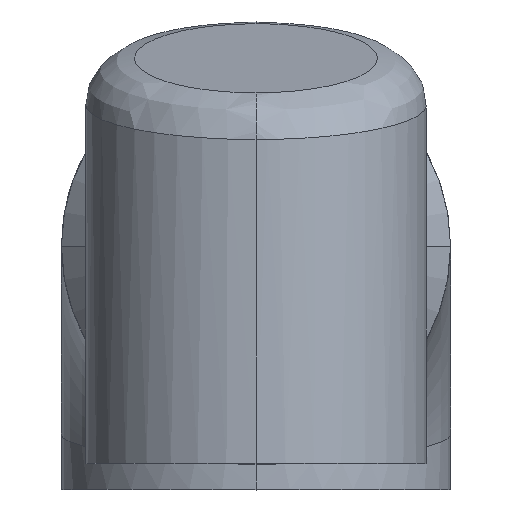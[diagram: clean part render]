
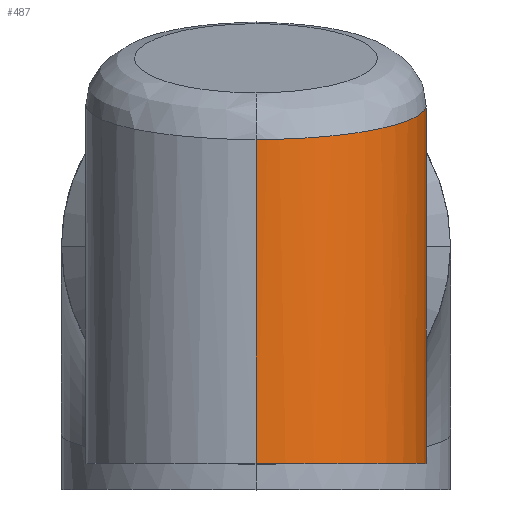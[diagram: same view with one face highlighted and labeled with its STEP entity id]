
A CAD part, top view. The second image highlights one B-rep face of the part: STEP entity #487.
In plain terms, the highlighted cylindrical face has radius 35 mm (diameter 70 mm), a partial arc.
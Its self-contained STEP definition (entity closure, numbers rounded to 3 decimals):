
#32 = AXIS2_PLACEMENT_3D ( 'NONE', #824, #55, #664 ) ;
#35 = CARTESIAN_POINT ( 'NONE',  ( 35., 29.497, 192.747 ) ) ;
#55 = DIRECTION ( 'NONE',  ( 0., 1., 0. ) ) ;
#87 = EDGE_CURVE ( 'NONE', #410, #506, #120, .T. ) ;
#107 = DIRECTION ( 'NONE',  ( 0., 1., 0. ) ) ;
#120 =( BOUNDED_CURVE ( )  B_SPLINE_CURVE ( 3, ( #361, #357, #600, #542 ),
 .UNSPECIFIED., .F., .F. ) 
 B_SPLINE_CURVE_WITH_KNOTS ( ( 4, 4 ),
 ( 0., 1.571 ),
 .UNSPECIFIED. ) 
 CURVE ( )  GEOMETRIC_REPRESENTATION_ITEM ( )  RATIONAL_B_SPLINE_CURVE ( ( 1., 0.805, 0.805, 1. ) ) 
 REPRESENTATION_ITEM ( '' )  );
#127 = CARTESIAN_POINT ( 'NONE',  ( 0., 15., 178.25 ) ) ;
#152 = VERTEX_POINT ( 'NONE', #819 ) ;
#154 = DIRECTION ( 'NONE',  ( 0., 1., 0. ) ) ;
#178 = EDGE_CURVE ( 'NONE', #506, #325, #461, .T. ) ;
#193 = ORIENTED_EDGE ( 'NONE', *, *, #540, .T. ) ;
#195 = CARTESIAN_POINT ( 'NONE',  ( 0., 5., 248.25 ) ) ;
#215 = CARTESIAN_POINT ( 'NONE',  ( 0., 85., 178.25 ) ) ;
#228 = AXIS2_PLACEMENT_3D ( 'NONE', #696, #1097, #328 ) ;
#248 = CIRCLE ( 'NONE', #228, 35. ) ;
#273 = VERTEX_POINT ( 'NONE', #467 ) ;
#299 = VERTEX_POINT ( 'NONE', #666 ) ;
#300 = LINE ( 'NONE', #195, #381 ) ;
#325 = VERTEX_POINT ( 'NONE', #647 ) ;
#328 = DIRECTION ( 'NONE',  ( 0., 0., 1. ) ) ;
#357 = CARTESIAN_POINT ( 'NONE',  ( 20.503, 85., 178.25 ) ) ;
#361 = CARTESIAN_POINT ( 'NONE',  ( 0., 85., 178.25 ) ) ;
#377 = CARTESIAN_POINT ( 'NONE',  ( 0., 85.843, 178.25 ) ) ;
#381 = VECTOR ( 'NONE', #107, 1000. ) ;
#404 = LINE ( 'NONE', #757, #806 ) ;
#410 = VERTEX_POINT ( 'NONE', #215 ) ;
#442 = CARTESIAN_POINT ( 'NONE',  ( 0., 71.557, 248.25 ) ) ;
#461 =( BOUNDED_CURVE ( )  B_SPLINE_CURVE ( 3, ( #638, #35, #808, #127 ),
 .UNSPECIFIED., .F., .T. ) 
 B_SPLINE_CURVE_WITH_KNOTS ( ( 4, 4 ),
 ( 4.712, 6.283 ),
 .UNSPECIFIED. ) 
 CURVE ( )  GEOMETRIC_REPRESENTATION_ITEM ( )  RATIONAL_B_SPLINE_CURVE ( ( 1., 0.805, 0.805, 1. ) ) 
 REPRESENTATION_ITEM ( '' )  );
#467 = CARTESIAN_POINT ( 'NONE',  ( 0., 71.557, 248.25 ) ) ;
#469 = LINE ( 'NONE', #829, #768 ) ;
#487 = ADVANCED_FACE ( 'NONE', ( #584 ), #1095, .T. ) ;
#506 = VERTEX_POINT ( 'NONE', #840 ) ;
#537 = CARTESIAN_POINT ( 'NONE',  ( 0., 5., 178.25 ) ) ;
#540 = EDGE_CURVE ( 'NONE', #410, #152, #404, .T. ) ;
#542 = CARTESIAN_POINT ( 'NONE',  ( 35., 50., 213.25 ) ) ;
#556 = CARTESIAN_POINT ( 'NONE',  ( 70., 85.843, 178.25 ) ) ;
#584 = FACE_OUTER_BOUND ( 'NONE', #592, .T. ) ;
#592 = EDGE_LOOP ( 'NONE', ( #1096, #1081, #1100, #751, #193, #831, #800 ) ) ;
#600 = CARTESIAN_POINT ( 'NONE',  ( 35., 70.503, 192.747 ) ) ;
#611 = EDGE_CURVE ( 'NONE', #152, #273, #921, .T. ) ;
#638 = CARTESIAN_POINT ( 'NONE',  ( 35., 50., 213.25 ) ) ;
#647 = CARTESIAN_POINT ( 'NONE',  ( 0., 15., 178.25 ) ) ;
#651 = EDGE_CURVE ( 'NONE', #1026, #325, #469, .T. ) ;
#664 = DIRECTION ( 'NONE',  ( 0., 0., 1. ) ) ;
#666 = CARTESIAN_POINT ( 'NONE',  ( 0., 5., 248.25 ) ) ;
#696 = CARTESIAN_POINT ( 'NONE',  ( 0., 5., 213.25 ) ) ;
#719 = CARTESIAN_POINT ( 'NONE',  ( 70., 71.557, 248.25 ) ) ;
#751 = ORIENTED_EDGE ( 'NONE', *, *, #87, .F. ) ;
#757 = CARTESIAN_POINT ( 'NONE',  ( 0., 5., 178.25 ) ) ;
#768 = VECTOR ( 'NONE', #987, 1000. ) ;
#800 = ORIENTED_EDGE ( 'NONE', *, *, #1017, .F. ) ;
#806 = VECTOR ( 'NONE', #154, 1000. ) ;
#808 = CARTESIAN_POINT ( 'NONE',  ( 20.503, 15., 178.25 ) ) ;
#819 = CARTESIAN_POINT ( 'NONE',  ( 0., 85.843, 178.25 ) ) ;
#824 = CARTESIAN_POINT ( 'NONE',  ( 0., 5., 213.25 ) ) ;
#829 = CARTESIAN_POINT ( 'NONE',  ( 0., 5., 178.25 ) ) ;
#831 = ORIENTED_EDGE ( 'NONE', *, *, #611, .T. ) ;
#840 = CARTESIAN_POINT ( 'NONE',  ( 35., 50., 213.25 ) ) ;
#861 = EDGE_CURVE ( 'NONE', #299, #1026, #248, .T. ) ;
#921 =( BOUNDED_CURVE ( )  B_SPLINE_CURVE ( 3, ( #377, #556, #719, #442 ),
 .UNSPECIFIED., .F., .F. ) 
 B_SPLINE_CURVE_WITH_KNOTS ( ( 4, 4 ),
 ( 0., 3.142 ),
 .UNSPECIFIED. ) 
 CURVE ( )  GEOMETRIC_REPRESENTATION_ITEM ( )  RATIONAL_B_SPLINE_CURVE ( ( 1., 0.333, 0.333, 1. ) ) 
 REPRESENTATION_ITEM ( '' )  );
#987 = DIRECTION ( 'NONE',  ( 0., 1., 0. ) ) ;
#1017 = EDGE_CURVE ( 'NONE', #299, #273, #300, .T. ) ;
#1026 = VERTEX_POINT ( 'NONE', #537 ) ;
#1081 = ORIENTED_EDGE ( 'NONE', *, *, #651, .T. ) ;
#1095 = CYLINDRICAL_SURFACE ( 'NONE', #32, 35. ) ;
#1096 = ORIENTED_EDGE ( 'NONE', *, *, #861, .T. ) ;
#1097 = DIRECTION ( 'NONE',  ( 0., 1., 0. ) ) ;
#1100 = ORIENTED_EDGE ( 'NONE', *, *, #178, .F. ) ;
